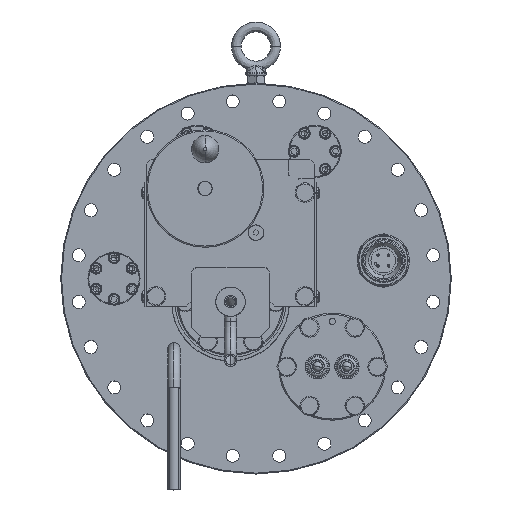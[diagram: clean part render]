
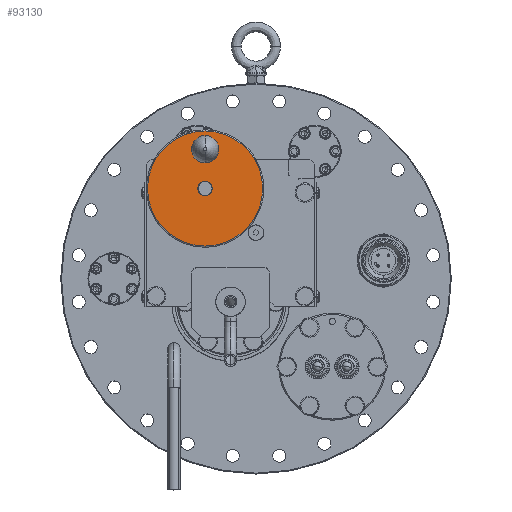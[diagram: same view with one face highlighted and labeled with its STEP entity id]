
A CAD part, top view. The second image highlights one B-rep face of the part: STEP entity #93130.
In plain terms, the highlighted planar face has unit normal (0, 0, 1).
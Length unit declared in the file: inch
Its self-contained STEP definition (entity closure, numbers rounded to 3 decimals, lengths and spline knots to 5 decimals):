
#79 = CARTESIAN_POINT ( 'NONE',  ( -3.34301, 7.76312, 18.61601 ) ) ;
#487 = CARTESIAN_POINT ( 'NONE',  ( -3.34301, 7.76312, 18.61601 ) ) ;
#782 = EDGE_CURVE ( 'NONE', #56398, #6395, #102871, .T. ) ;
#1293 = CIRCLE ( 'NONE', #78232, 1.46875 ) ;
#2368 = AXIS2_PLACEMENT_3D ( 'NONE', #18277, #97809, #29696 ) ;
#6395 = VERTEX_POINT ( 'NONE', #31015 ) ;
#6899 = EDGE_CURVE ( 'NONE', #96129, #65800, #116459, .T. ) ;
#11412 = CARTESIAN_POINT ( 'NONE',  ( -3.34301, 7.76312, 18.61601 ) ) ;
#11445 = DIRECTION ( 'NONE',  ( -1., 0., 0. ) ) ;
#11845 = DIRECTION ( 'NONE',  ( -1., 0., 0. ) ) ;
#12557 = DIRECTION ( 'NONE',  ( 0., 0., 1. ) ) ;
#13022 = AXIS2_PLACEMENT_3D ( 'NONE', #35844, #115360, #47323 ) ;
#16354 = DIRECTION ( 'NONE',  ( 0., 0., 1. ) ) ;
#18277 = CARTESIAN_POINT ( 'NONE',  ( -3.34301, 8.76312, 18.61601 ) ) ;
#19485 = FACE_BOUND ( 'NONE', #36228, .T. ) ;
#21098 = EDGE_CURVE ( 'NONE', #43606, #143473, #51090, .T. ) ;
#22836 = DIRECTION ( 'NONE',  ( -1., 0., 0. ) ) ;
#25797 = ORIENTED_EDGE ( 'NONE', *, *, #41133, .F. ) ;
#28260 = EDGE_CURVE ( 'NONE', #65800, #96129, #43119, .T. ) ;
#29696 = DIRECTION ( 'NONE',  ( 1., 0., 0. ) ) ;
#31015 = CARTESIAN_POINT ( 'NONE',  ( -4.81176, 7.76312, 18.61601 ) ) ;
#33266 = PLANE ( 'NONE',  #70226 ) ;
#35844 = CARTESIAN_POINT ( 'NONE',  ( -3.34301, 7.76312, 18.61601 ) ) ;
#36228 = EDGE_LOOP ( 'NONE', ( #146914, #87210 ) ) ;
#41133 = EDGE_CURVE ( 'NONE', #143473, #43606, #118485, .T. ) ;
#43119 = CIRCLE ( 'NONE', #13022, 0.188 ) ;
#43606 = VERTEX_POINT ( 'NONE', #99089 ) ;
#45736 = CARTESIAN_POINT ( 'NONE',  ( -3.15501, 7.76312, 18.61601 ) ) ;
#47323 = DIRECTION ( 'NONE',  ( -1., 0., 0. ) ) ;
#51090 = CIRCLE ( 'NONE', #2368, 0.25 ) ;
#56398 = VERTEX_POINT ( 'NONE', #88147 ) ;
#64977 = EDGE_LOOP ( 'NONE', ( #139009, #25797 ) ) ;
#65800 = VERTEX_POINT ( 'NONE', #137174 ) ;
#70226 = AXIS2_PLACEMENT_3D ( 'NONE', #487, #80028, #11845 ) ;
#74527 = CARTESIAN_POINT ( 'NONE',  ( -3.34301, 8.51312, 18.61601 ) ) ;
#78232 = AXIS2_PLACEMENT_3D ( 'NONE', #11412, #90982, #22836 ) ;
#79639 = DIRECTION ( 'NONE',  ( 0., 0., -1. ) ) ;
#80028 = DIRECTION ( 'NONE',  ( 0., 0., -1. ) ) ;
#80825 = ORIENTED_EDGE ( 'NONE', *, *, #782, .T. ) ;
#84530 = CARTESIAN_POINT ( 'NONE',  ( -3.34301, 8.76312, 18.61601 ) ) ;
#87210 = ORIENTED_EDGE ( 'NONE', *, *, #6899, .T. ) ;
#88147 = CARTESIAN_POINT ( 'NONE',  ( -1.87426, 7.76312, 18.61601 ) ) ;
#90982 = DIRECTION ( 'NONE',  ( 0., 0., 1. ) ) ;
#93130 = ADVANCED_FACE ( 'NONE', ( #19485, #106680, #110230 ), #33266, .F. ) ;
#95905 = DIRECTION ( 'NONE',  ( 1., 0., 0. ) ) ;
#96129 = VERTEX_POINT ( 'NONE', #45736 ) ;
#97809 = DIRECTION ( 'NONE',  ( 0., 0., 1. ) ) ;
#99089 = CARTESIAN_POINT ( 'NONE',  ( -3.34301, 9.01312, 18.61601 ) ) ;
#102871 = CIRCLE ( 'NONE', #143626, 1.46875 ) ;
#106680 = FACE_OUTER_BOUND ( 'NONE', #123969, .T. ) ;
#108153 = CARTESIAN_POINT ( 'NONE',  ( -3.34301, 7.76312, 18.61601 ) ) ;
#110230 = FACE_BOUND ( 'NONE', #64977, .T. ) ;
#115360 = DIRECTION ( 'NONE',  ( 0., 0., -1. ) ) ;
#116459 = CIRCLE ( 'NONE', #133924, 0.188 ) ;
#118485 = CIRCLE ( 'NONE', #130236, 0.25 ) ;
#123969 = EDGE_LOOP ( 'NONE', ( #135746, #80825 ) ) ;
#130236 = AXIS2_PLACEMENT_3D ( 'NONE', #84530, #16354, #95905 ) ;
#131944 = DIRECTION ( 'NONE',  ( -1., 0., 0. ) ) ;
#133924 = AXIS2_PLACEMENT_3D ( 'NONE', #79, #79639, #11445 ) ;
#135746 = ORIENTED_EDGE ( 'NONE', *, *, #139041, .T. ) ;
#137174 = CARTESIAN_POINT ( 'NONE',  ( -3.53101, 7.76312, 18.61601 ) ) ;
#139009 = ORIENTED_EDGE ( 'NONE', *, *, #21098, .F. ) ;
#139041 = EDGE_CURVE ( 'NONE', #6395, #56398, #1293, .T. ) ;
#143473 = VERTEX_POINT ( 'NONE', #74527 ) ;
#143626 = AXIS2_PLACEMENT_3D ( 'NONE', #108153, #12557, #131944 ) ;
#146914 = ORIENTED_EDGE ( 'NONE', *, *, #28260, .T. ) ;
